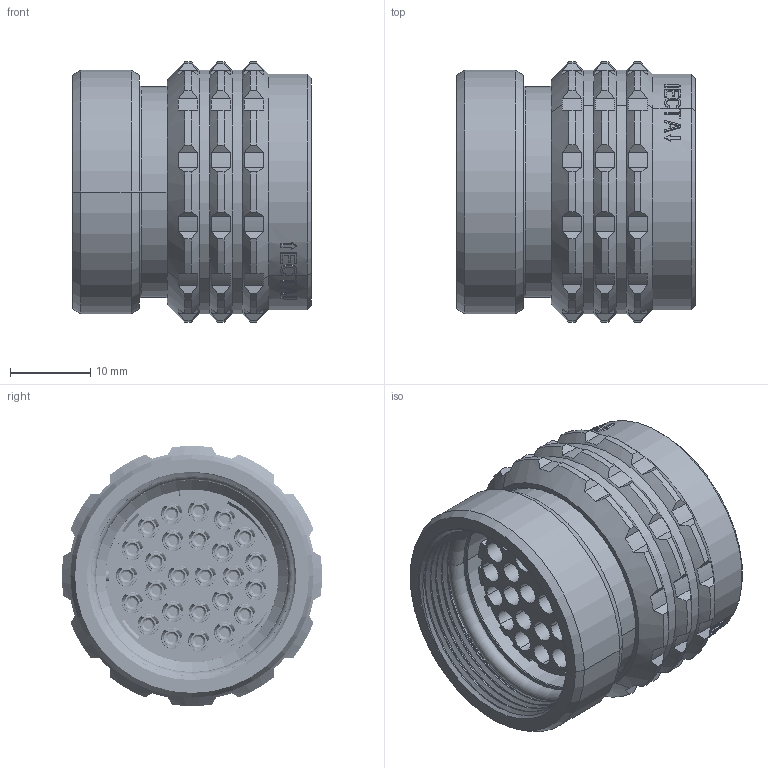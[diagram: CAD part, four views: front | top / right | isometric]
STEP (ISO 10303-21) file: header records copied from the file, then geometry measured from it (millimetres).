
FILE_DESCRIPTION((''),'2;1');
FILE_NAME('1332M426MS','2024-07-30T10:58:10',('paultorloting'),('NET AG system integration'),'CREO PARAMETRIC BY PTC INC, 2021404','CREO PARAMETRIC BY PTC INC, 2021404','');
FILE_SCHEMA(('AUTOMOTIVE_DESIGN { 1 0 10303 214 1 1 1 1 }'));
Length unit declared in the file: millimetre
Products named in the file (1): 1332M426MS
Bounding box: 29.8 x 32.46 x 32.46 mm (x, y, z)
Volume: 11679.6 mm3; surface area: 15981.8 mm2
Topology: 2 solids, 2 shells, 3750 faces, 9966 edges, 6403 vertices
Faces by surface type: plane 1939, cylinder 1211, bspline 240, cone 197, torus 151, sphere 12
Entity records: 177161 total; most frequent: CARTESIAN_POINT 62929, ORIENTED_EDGE 19920, DIRECTION 17591, EDGE_CURVE 9960, VERTEX_POINT 6403, AXIS2_PLACEMENT_3D 6389, VECTOR 4810, LINE 4810
